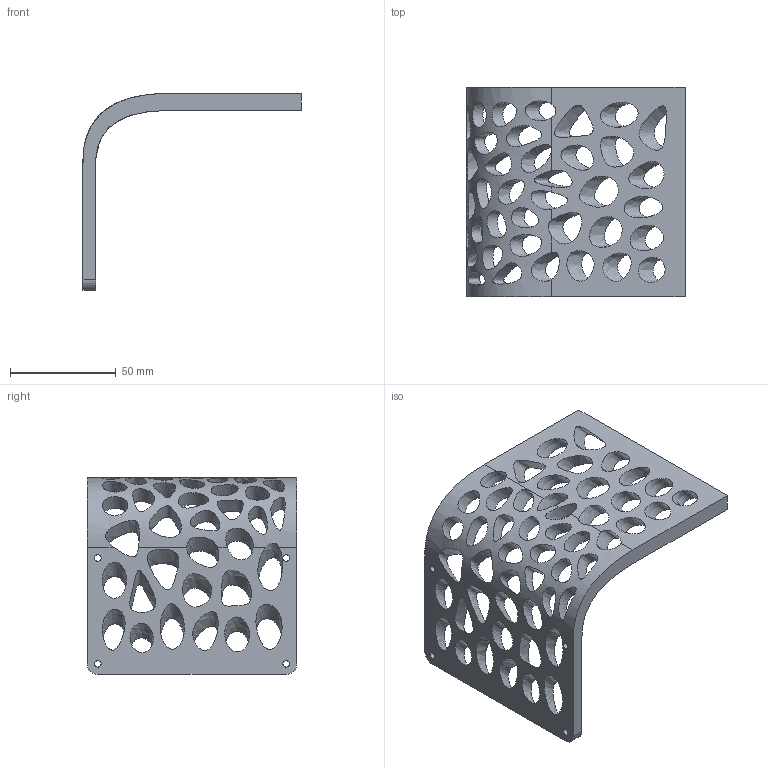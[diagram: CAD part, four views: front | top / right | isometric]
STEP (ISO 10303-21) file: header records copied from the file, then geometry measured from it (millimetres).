
FILE_DESCRIPTION(/* description */ (''),/* implementation_level */ '2;1');
FILE_NAME(/* name */ 'Backplate v1.step',/* time_stamp */ '2019-06-03T20:01:08-07:00',/* author */ ('jbruslind'),/* organization */ (''),/* preprocessor_version */ 'ST-DEVELOPER v18',/* originating_system */ 'Autodesk Translation Framework v8.2.0.1029',/* authorisation */ '');
FILE_SCHEMA (('AUTOMOTIVE_DESIGN { 1 0 10303 214 3 1 1 }'));
Length unit declared in the file: millimetre
Products named in the file (1): Backplate
Bounding box: 103.01 x 99 x 93 mm (x, y, z)
Volume: 71396.3 mm3; surface area: 42543.7 mm2
Topology: 1 solids, 1 shells, 67 faces, 258 edges, 172 vertices
Faces by surface type: bspline 53, plane 8, cylinder 6
Full cylindrical faces by diameter (mm): 3.1 x4
Entity records: 10102 total; most frequent: CARTESIAN_POINT 8199, ORIENTED_EDGE 516, EDGE_CURVE 258, VERTEX_POINT 172, EDGE_LOOP 156, B_SPLINE_CURVE_WITH_KNOTS 153, DIRECTION 147, LINE 93
